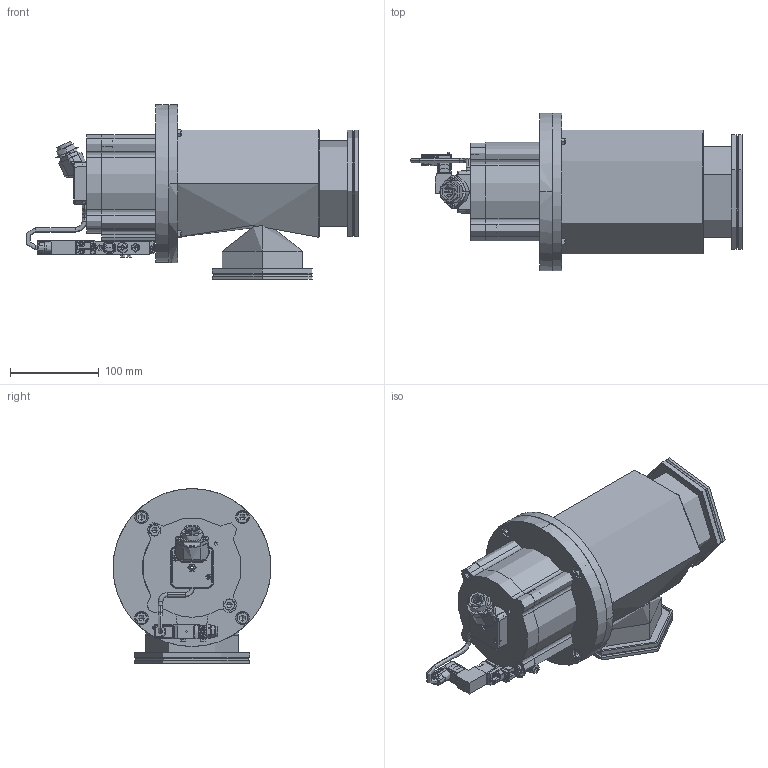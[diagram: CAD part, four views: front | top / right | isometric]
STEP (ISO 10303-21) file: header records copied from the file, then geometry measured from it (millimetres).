
FILE_DESCRIPTION (( 'STEP AP214' ), '1' );
FILE_NAME ('320VEP100-04.step', '2017-07-10T10:02:05', ( 'install' ), ( '' ), 'SwSTEP 2.0', 'SolidWorks 2015', '' );
FILE_SCHEMA (( 'AUTOMOTIVE_DESIGN' ));
Length unit declared in the file: millimetre
Products named in the file (1): 320VEP100-04
Bounding box: 374.11 x 178 x 197 mm (x, y, z)
Volume: 1171259.3 mm3
Topology: 57 solids, 60 shells, 5643 faces, 14310 edges, 8809 vertices
Faces by surface type: cylinder 2347, plane 1692, bspline 650, cone 365, torus 332, sphere 257
Entity records: 250420 total; most frequent: CARTESIAN_POINT 58241, ORIENTED_EDGE 28292, DIRECTION 27378, EDGE_CURVE 14146, AXIS2_PLACEMENT_3D 10713, VERTEX_POINT 8788, EDGE_LOOP 6036, VECTOR 5952
